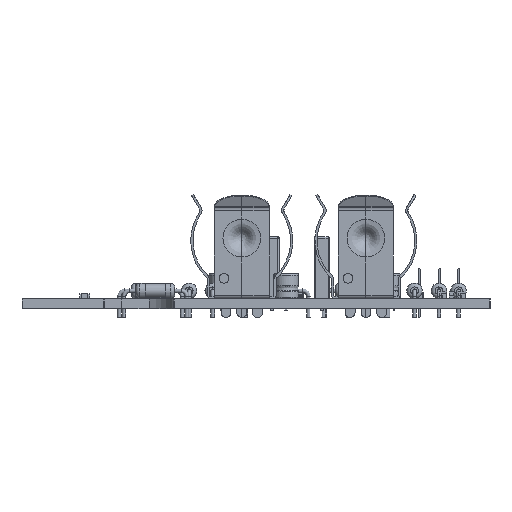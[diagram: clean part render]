
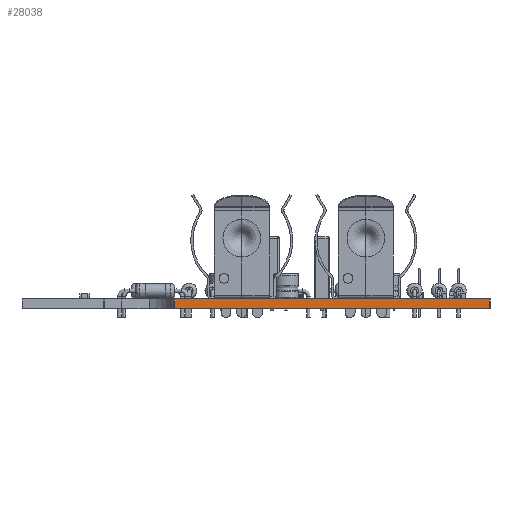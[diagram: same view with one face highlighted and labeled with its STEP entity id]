
A CAD part, left-side view. The second image highlights one B-rep face of the part: STEP entity #28038.
In plain terms, the highlighted planar face has unit normal (-1, 0, 0).
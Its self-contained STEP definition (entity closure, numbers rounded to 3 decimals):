
#25489 = VERTEX_POINT('',#25490);
#25490 = CARTESIAN_POINT('',(-55.88,-37.833,0.));
#25496 = EDGE_CURVE('',#25489,#25497,#25499,.T.);
#25497 = VERTEX_POINT('',#25498);
#25498 = CARTESIAN_POINT('',(-55.9,13.251,0.));
#25499 = LINE('',#25500,#25501);
#25500 = CARTESIAN_POINT('',(-55.88,-37.833,0.));
#25501 = VECTOR('',#25502,1.);
#25502 = DIRECTION('',(0.,1.,0.));
#26690 = VERTEX_POINT('',#26691);
#26691 = CARTESIAN_POINT('',(-55.88,-37.833,1.6));
#26697 = EDGE_CURVE('',#26690,#26698,#26700,.T.);
#26698 = VERTEX_POINT('',#26699);
#26699 = CARTESIAN_POINT('',(-55.9,13.251,1.6));
#26700 = LINE('',#26701,#26702);
#26701 = CARTESIAN_POINT('',(-55.88,-37.833,1.6));
#26702 = VECTOR('',#26703,1.);
#26703 = DIRECTION('',(0.,1.,0.));
#28010 = EDGE_CURVE('',#25489,#26690,#28011,.T.);
#28011 = LINE('',#28012,#28013);
#28012 = CARTESIAN_POINT('',(-55.88,-37.833,0.));
#28013 = VECTOR('',#28014,1.);
#28014 = DIRECTION('',(0.,0.,1.));
#28038 = ADVANCED_FACE('',(#28039),#28050,.T.);
#28039 = FACE_BOUND('',#28040,.T.);
#28040 = EDGE_LOOP('',(#28041,#28042,#28043,#28049));
#28041 = ORIENTED_EDGE('',*,*,#28010,.T.);
#28042 = ORIENTED_EDGE('',*,*,#26697,.T.);
#28043 = ORIENTED_EDGE('',*,*,#28044,.F.);
#28044 = EDGE_CURVE('',#25497,#26698,#28045,.T.);
#28045 = LINE('',#28046,#28047);
#28046 = CARTESIAN_POINT('',(-55.9,13.251,0.));
#28047 = VECTOR('',#28048,1.);
#28048 = DIRECTION('',(0.,0.,1.));
#28049 = ORIENTED_EDGE('',*,*,#25496,.F.);
#28050 = PLANE('',#28051);
#28051 = AXIS2_PLACEMENT_3D('',#28052,#28053,#28054);
#28052 = CARTESIAN_POINT('',(-55.88,-37.833,0.));
#28053 = DIRECTION('',(-1.,0.,0.));
#28054 = DIRECTION('',(0.,1.,0.));
